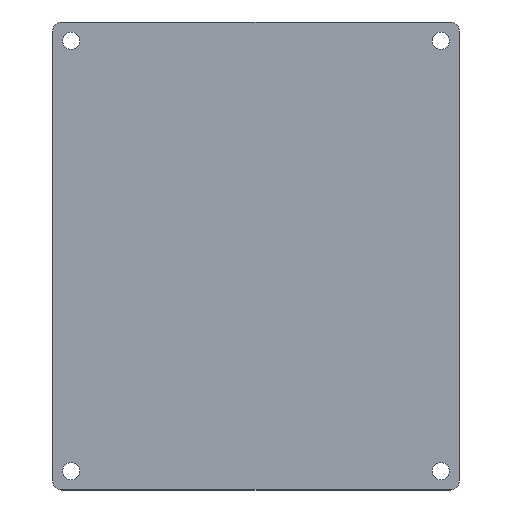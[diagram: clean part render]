
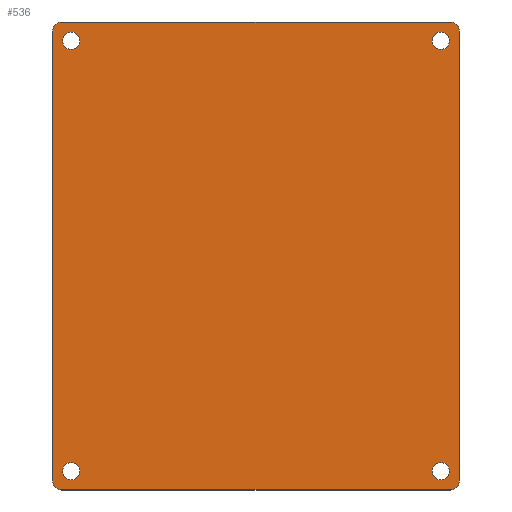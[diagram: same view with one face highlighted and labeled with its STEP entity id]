
A CAD part, top view. The second image highlights one B-rep face of the part: STEP entity #536.
In plain terms, the highlighted planar face has unit normal (0, 0, 1).
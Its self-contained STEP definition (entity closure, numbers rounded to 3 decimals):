
#536=ADVANCED_FACE('',(#947,#948,#949,#950,#951),#800,.T.);
#800=PLANE('',#5066);
#947=FACE_BOUND('',#996,.T.);
#948=FACE_BOUND('',#997,.T.);
#949=FACE_BOUND('',#998,.T.);
#950=FACE_BOUND('',#999,.T.);
#951=FACE_BOUND('',#1000,.T.);
#996=EDGE_LOOP('',(#1559,#1560,#1561,#1562,#1563,#1564,#1565,#1566));
#997=EDGE_LOOP('',(#1567,#1568));
#998=EDGE_LOOP('',(#1569,#1570));
#999=EDGE_LOOP('',(#1571,#1572));
#1000=EDGE_LOOP('',(#1573,#1574));
#1279=CIRCLE('',#5039,2.);
#1280=CIRCLE('',#5042,2.);
#1281=CIRCLE('',#5052,2.);
#1282=CIRCLE('',#5055,2.);
#1283=CIRCLE('',#5058,1.85);
#1284=CIRCLE('',#5059,1.85);
#1285=CIRCLE('',#5060,1.85);
#1286=CIRCLE('',#5061,1.85);
#1287=CIRCLE('',#5062,1.85);
#1288=CIRCLE('',#5063,1.85);
#1289=CIRCLE('',#5064,1.85);
#1290=CIRCLE('',#5065,1.85);
#1559=ORIENTED_EDGE('',*,*,#3424,.T.);
#1560=ORIENTED_EDGE('',*,*,#3422,.T.);
#1561=ORIENTED_EDGE('',*,*,#3420,.T.);
#1562=ORIENTED_EDGE('',*,*,#3418,.T.);
#1563=ORIENTED_EDGE('',*,*,#3334,.T.);
#1564=ORIENTED_EDGE('',*,*,#3332,.T.);
#1565=ORIENTED_EDGE('',*,*,#3330,.T.);
#1566=ORIENTED_EDGE('',*,*,#3328,.T.);
#1567=ORIENTED_EDGE('',*,*,#3425,.F.);
#1568=ORIENTED_EDGE('',*,*,#3426,.F.);
#1569=ORIENTED_EDGE('',*,*,#3427,.F.);
#1570=ORIENTED_EDGE('',*,*,#3428,.F.);
#1571=ORIENTED_EDGE('',*,*,#3429,.F.);
#1572=ORIENTED_EDGE('',*,*,#3430,.F.);
#1573=ORIENTED_EDGE('',*,*,#3431,.F.);
#1574=ORIENTED_EDGE('',*,*,#3432,.F.);
#2867=VERTEX_POINT('',#6790);
#2868=VERTEX_POINT('',#6792);
#2869=VERTEX_POINT('',#6796);
#2870=VERTEX_POINT('',#6800);
#2871=VERTEX_POINT('',#6804);
#2954=VERTEX_POINT('',#7153);
#2955=VERTEX_POINT('',#7157);
#2956=VERTEX_POINT('',#7161);
#2957=VERTEX_POINT('',#7167);
#2958=VERTEX_POINT('',#7168);
#2959=VERTEX_POINT('',#7171);
#2960=VERTEX_POINT('',#7172);
#2961=VERTEX_POINT('',#7175);
#2962=VERTEX_POINT('',#7176);
#2963=VERTEX_POINT('',#7179);
#2964=VERTEX_POINT('',#7180);
#3328=EDGE_CURVE('',#2868,#2867,#1279,.T.);
#3330=EDGE_CURVE('',#2869,#2868,#4024,.T.);
#3332=EDGE_CURVE('',#2870,#2869,#1280,.T.);
#3334=EDGE_CURVE('',#2871,#2870,#4027,.T.);
#3418=EDGE_CURVE('',#2954,#2871,#1281,.T.);
#3420=EDGE_CURVE('',#2955,#2954,#4083,.T.);
#3422=EDGE_CURVE('',#2956,#2955,#1282,.T.);
#3424=EDGE_CURVE('',#2867,#2956,#4086,.T.);
#3425=EDGE_CURVE('',#2957,#2958,#1283,.T.);
#3426=EDGE_CURVE('',#2958,#2957,#1284,.T.);
#3427=EDGE_CURVE('',#2959,#2960,#1285,.T.);
#3428=EDGE_CURVE('',#2960,#2959,#1286,.T.);
#3429=EDGE_CURVE('',#2961,#2962,#1287,.T.);
#3430=EDGE_CURVE('',#2962,#2961,#1288,.T.);
#3431=EDGE_CURVE('',#2963,#2964,#1289,.T.);
#3432=EDGE_CURVE('',#2964,#2963,#1290,.T.);
#4024=LINE('',#6795,#4513);
#4027=LINE('',#6803,#4516);
#4083=LINE('',#7156,#4572);
#4086=LINE('',#7164,#4575);
#4513=VECTOR('',#5471,1.);
#4516=VECTOR('',#5480,1.);
#4572=VECTOR('',#5556,1.);
#4575=VECTOR('',#5565,1.);
#5039=AXIS2_PLACEMENT_3D('',#6791,#5466,#5467);
#5042=AXIS2_PLACEMENT_3D('',#6799,#5475,#5476);
#5052=AXIS2_PLACEMENT_3D('',#7152,#5551,#5552);
#5055=AXIS2_PLACEMENT_3D('',#7160,#5560,#5561);
#5058=AXIS2_PLACEMENT_3D('',#7166,#5568,#5569);
#5059=AXIS2_PLACEMENT_3D('',#7169,#5570,#5571);
#5060=AXIS2_PLACEMENT_3D('',#7170,#5572,#5573);
#5061=AXIS2_PLACEMENT_3D('',#7173,#5574,#5575);
#5062=AXIS2_PLACEMENT_3D('',#7174,#5576,#5577);
#5063=AXIS2_PLACEMENT_3D('',#7177,#5578,#5579);
#5064=AXIS2_PLACEMENT_3D('',#7178,#5580,#5581);
#5065=AXIS2_PLACEMENT_3D('',#7181,#5582,#5583);
#5066=AXIS2_PLACEMENT_3D('',#7182,#5584,#5585);
#5466=DIRECTION('',(0.,0.,1.));
#5467=DIRECTION('',(1.,0.,0.));
#5471=DIRECTION('',(0.,1.,0.));
#5475=DIRECTION('',(0.,0.,1.));
#5476=DIRECTION('',(0.,-1.,0.));
#5480=DIRECTION('',(1.,0.,0.));
#5551=DIRECTION('',(0.,0.,1.));
#5552=DIRECTION('',(-1.,0.,0.));
#5556=DIRECTION('',(0.,-1.,0.));
#5560=DIRECTION('',(0.,0.,1.));
#5561=DIRECTION('',(0.,1.,0.));
#5565=DIRECTION('',(-1.,0.,0.));
#5568=DIRECTION('',(0.,0.,1.));
#5569=DIRECTION('',(-1.,0.,0.));
#5570=DIRECTION('',(0.,0.,1.));
#5571=DIRECTION('',(1.,0.,0.));
#5572=DIRECTION('',(0.,0.,1.));
#5573=DIRECTION('',(-1.,0.,0.));
#5574=DIRECTION('',(0.,0.,1.));
#5575=DIRECTION('',(1.,0.,0.));
#5576=DIRECTION('',(0.,0.,1.));
#5577=DIRECTION('',(-1.,0.,0.));
#5578=DIRECTION('',(0.,0.,1.));
#5579=DIRECTION('',(1.,0.,0.));
#5580=DIRECTION('',(0.,0.,1.));
#5581=DIRECTION('',(-1.,0.,0.));
#5582=DIRECTION('',(0.,0.,1.));
#5583=DIRECTION('',(1.,0.,0.));
#5584=DIRECTION('',(0.,0.,1.));
#5585=DIRECTION('',(-1.,0.,0.));
#6790=CARTESIAN_POINT('',(82.5,91.75,11.198));
#6791=CARTESIAN_POINT('',(82.5,89.75,11.198));
#6792=CARTESIAN_POINT('',(84.5,89.75,11.198));
#6795=CARTESIAN_POINT('',(84.5,-6.25,11.198));
#6796=CARTESIAN_POINT('',(84.5,-6.25,11.198));
#6799=CARTESIAN_POINT('',(82.5,-6.25,11.198));
#6800=CARTESIAN_POINT('',(82.5,-8.25,11.198));
#6803=CARTESIAN_POINT('',(-0.5,-8.25,11.198));
#6804=CARTESIAN_POINT('',(-0.5,-8.25,11.198));
#7152=CARTESIAN_POINT('',(-0.5,-6.25,11.198));
#7153=CARTESIAN_POINT('',(-2.5,-6.25,11.198));
#7156=CARTESIAN_POINT('',(-2.5,89.75,11.198));
#7157=CARTESIAN_POINT('',(-2.5,89.75,11.198));
#7160=CARTESIAN_POINT('',(-0.5,89.75,11.198));
#7161=CARTESIAN_POINT('',(-0.5,91.75,11.198));
#7164=CARTESIAN_POINT('',(82.5,91.75,11.198));
#7166=CARTESIAN_POINT('',(1.5,87.75,11.198));
#7167=CARTESIAN_POINT('',(-0.35,87.75,11.198));
#7168=CARTESIAN_POINT('',(3.35,87.75,11.198));
#7169=CARTESIAN_POINT('',(1.5,87.75,11.198));
#7170=CARTESIAN_POINT('',(80.5,87.75,11.198));
#7171=CARTESIAN_POINT('',(78.65,87.75,11.198));
#7172=CARTESIAN_POINT('',(82.35,87.75,11.198));
#7173=CARTESIAN_POINT('',(80.5,87.75,11.198));
#7174=CARTESIAN_POINT('',(1.5,-4.25,11.198));
#7175=CARTESIAN_POINT('',(-0.35,-4.25,11.198));
#7176=CARTESIAN_POINT('',(3.35,-4.25,11.198));
#7177=CARTESIAN_POINT('',(1.5,-4.25,11.198));
#7178=CARTESIAN_POINT('',(80.5,-4.25,11.198));
#7179=CARTESIAN_POINT('',(78.65,-4.25,11.198));
#7180=CARTESIAN_POINT('',(82.35,-4.25,11.198));
#7181=CARTESIAN_POINT('',(80.5,-4.25,11.198));
#7182=CARTESIAN_POINT('',(0.,0.,11.198));
